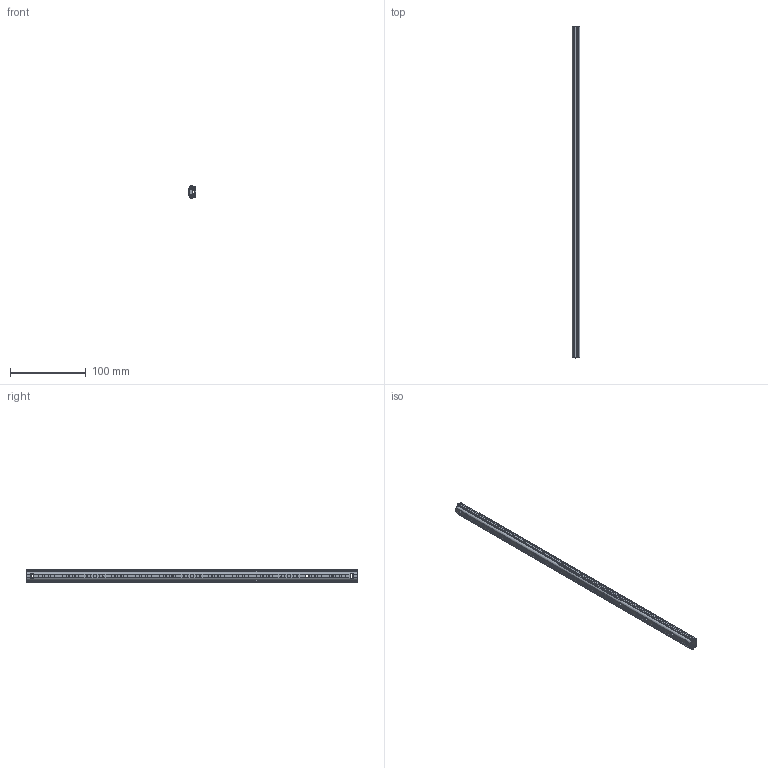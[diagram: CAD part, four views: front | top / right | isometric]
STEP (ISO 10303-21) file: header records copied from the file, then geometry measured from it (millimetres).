
FILE_DESCRIPTION((''),'2;1');
FILE_NAME('ASM0001_ASM','2017-01-07T',('Genhom Lau'),(''),'CREO PARAMETRIC BY PTC INC, 2014190','CREO PARAMETRIC BY PTC INC, 2014190','');
FILE_SCHEMA(('CONFIG_CONTROL_DESIGN'));
Length unit declared in the file: millimetre
Products named in the file (6): PRT0001; PRT0002; PRT0003; BALL; BALLCAGE_ASM; ASM0001_ASM
Assembly tree (24 placements, depth 3):
  ASM0001_ASM
    PRT0001
    PRT0002
    BALLCAGE_ASM
      PRT0003
      BALL  x20
Bounding box: 9.9 x 438 x 16.99 mm (x, y, z)
Volume: 21938.8 mm3; surface area: 48736.3 mm2
Topology: 3 solids, 23 shells, 392 faces, 1446 edges, 920 vertices
Faces by surface type: cylinder 186, plane 158, sphere 40, torus 8
Entity records: 15449 total; most frequent: CARTESIAN_POINT 3603, ORIENTED_EDGE 2656, DIRECTION 2456, EDGE_CURVE 1328, AXIS2_PLACEMENT_3D 943, VERTEX_POINT 882, VECTOR 570, LINE 570
